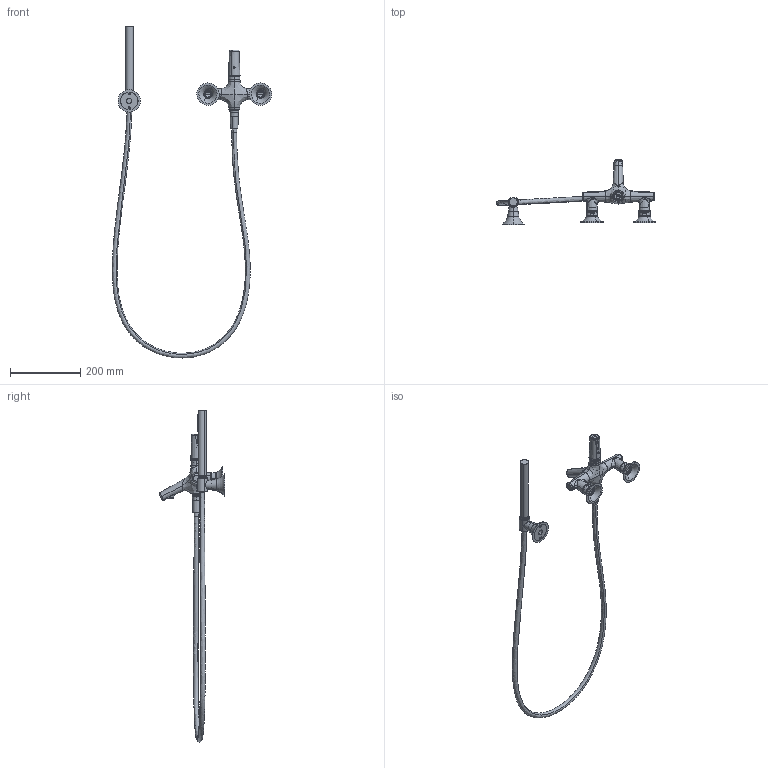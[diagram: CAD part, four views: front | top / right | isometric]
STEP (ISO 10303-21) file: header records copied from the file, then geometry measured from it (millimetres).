
FILE_DESCRIPTION(('CATIA V5 STEP Exchange'),'2;1');
FILE_NAME('VI 00010 4 MonoVasca con supporto.stp','2018-11-19T08:37:18+00:00',('none'),('none'),'Version 5-6 Release 2013','CATIA V5 STEP AP203','none');
FILE_SCHEMA(('CONFIG_CONTROL_DESIGN'));
Products named in the file (1): VI 00010 4
Bounding box: 455.32 x 187.88 x 948.4 mm (x, y, z)
Volume: 611283.7 mm3; surface area: 251716.7 mm2
Topology: 6 solids, 12 shells, 1697 faces, 3910 edges, 2401 vertices
Faces by surface type: cylinder 583, plane 493, bspline 213, cone 208, torus 150, sphere 42, extrusion 6, revolution 2
Entity records: 139991 total; most frequent: CARTESIAN_POINT 107038, ORIENTED_EDGE 7742, DIRECTION 4608, EDGE_CURVE 3871, VERTEX_POINT 2401, AXIS2_PLACEMENT_3D 2354, EDGE_LOOP 1931, ADVANCED_FACE 1697
